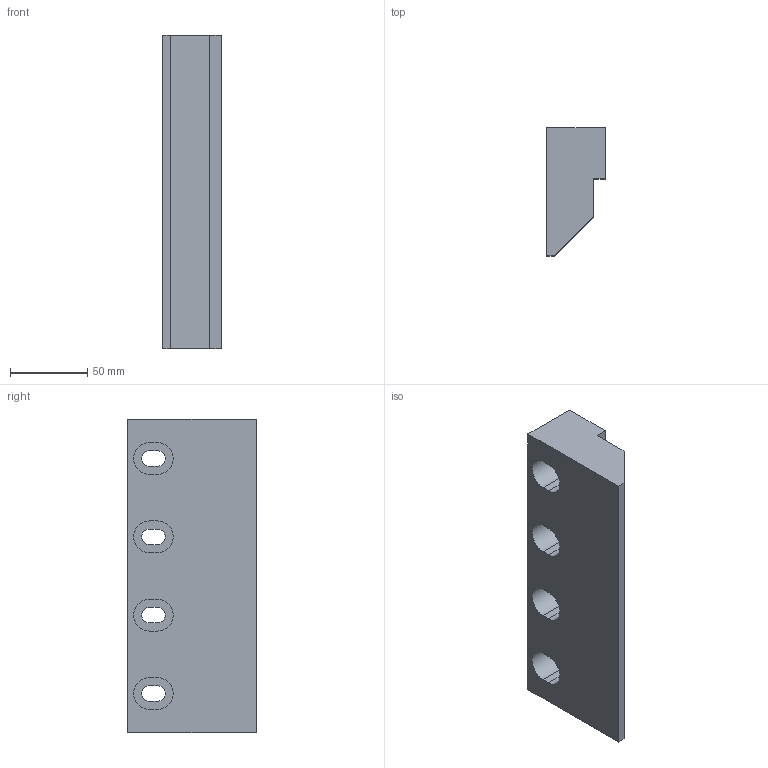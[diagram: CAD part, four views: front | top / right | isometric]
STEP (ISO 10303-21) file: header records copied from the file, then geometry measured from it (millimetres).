
FILE_DESCRIPTION (( 'STEP AP203' ), '1' );
FILE_NAME ('D070302_HAM_Tube_Bracket.STEP', '2012-03-19T17:32:01', ( '' ), ( '' ), 'SwSTEP 2.0', 'SolidWorks 2012', '' );
FILE_SCHEMA (( 'CONFIG_CONTROL_DESIGN' ));
Length unit declared in the file: inch
Products named in the file (1): D070302_HAM_Tube_Bracket
Bounding box: 38.1 x 83.13 x 203.2 mm (x, y, z)
Volume: 452429.3 mm3; surface area: 59515 mm2
Topology: 1 solids, 1 shells, 53 faces, 141 edges, 94 vertices
Faces by surface type: plane 29, cylinder 24
Entity records: 1758 total; most frequent: DIRECTION 297, CARTESIAN_POINT 289, ORIENTED_EDGE 282, EDGE_CURVE 141, AXIS2_PLACEMENT_3D 102, VERTEX_POINT 94, VECTOR 93, LINE 93
